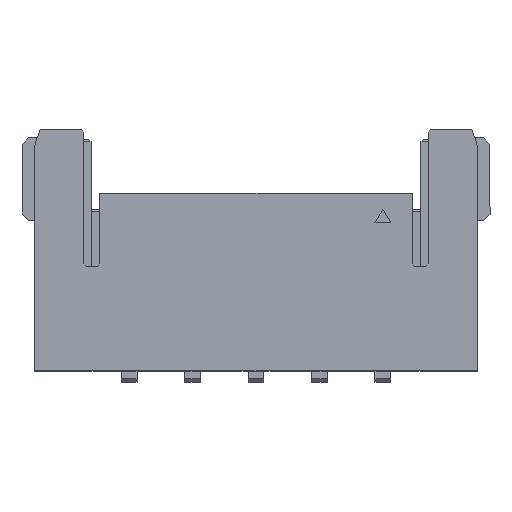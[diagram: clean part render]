
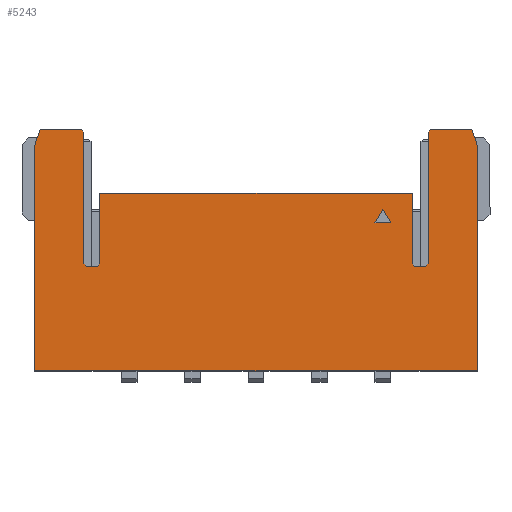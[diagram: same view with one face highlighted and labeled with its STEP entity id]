
A CAD part, top view. The second image highlights one B-rep face of the part: STEP entity #5243.
In plain terms, the highlighted planar face has unit normal (0, 0, 1).
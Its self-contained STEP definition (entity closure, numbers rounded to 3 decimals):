
#13=FACE_BOUND('',#543,.T.);
#255=FACE_OUTER_BOUND('',#542,.T.);
#542=EDGE_LOOP('',(#4083,#4084,#4085,#4086,#4087,#4088,#4089,#4090,#4091,
#4092,#4093,#4094,#4095,#4096,#4097,#4098,#4099,#4100,#4101,#4102));
#543=EDGE_LOOP('',(#4103,#4104,#4105));
#1018=LINE('',#7884,#1724);
#1019=LINE('',#7886,#1725);
#1020=LINE('',#7888,#1726);
#1021=LINE('',#7890,#1727);
#1022=LINE('',#7892,#1728);
#1023=LINE('',#7894,#1729);
#1024=LINE('',#7896,#1730);
#1025=LINE('',#7898,#1731);
#1026=LINE('',#7900,#1732);
#1027=LINE('',#7902,#1733);
#1028=LINE('',#7904,#1734);
#1029=LINE('',#7906,#1735);
#1030=LINE('',#7908,#1736);
#1031=LINE('',#7910,#1737);
#1032=LINE('',#7912,#1738);
#1033=LINE('',#7914,#1739);
#1034=LINE('',#7916,#1740);
#1035=LINE('',#7918,#1741);
#1036=LINE('',#7920,#1742);
#1037=LINE('',#7921,#1743);
#1038=LINE('',#7924,#1744);
#1039=LINE('',#7926,#1745);
#1040=LINE('',#7927,#1746);
#1724=VECTOR('',#6457,1000.);
#1725=VECTOR('',#6458,1000.);
#1726=VECTOR('',#6459,1000.);
#1727=VECTOR('',#6460,1000.);
#1728=VECTOR('',#6461,1000.);
#1729=VECTOR('',#6462,1000.);
#1730=VECTOR('',#6463,1000.);
#1731=VECTOR('',#6464,1000.);
#1732=VECTOR('',#6465,1000.);
#1733=VECTOR('',#6466,1000.);
#1734=VECTOR('',#6467,1000.);
#1735=VECTOR('',#6468,1000.);
#1736=VECTOR('',#6469,1000.);
#1737=VECTOR('',#6470,1000.);
#1738=VECTOR('',#6471,1000.);
#1739=VECTOR('',#6472,1000.);
#1740=VECTOR('',#6473,1000.);
#1741=VECTOR('',#6474,1000.);
#1742=VECTOR('',#6475,1000.);
#1743=VECTOR('',#6476,1000.);
#1744=VECTOR('',#6477,1000.);
#1745=VECTOR('',#6478,1000.);
#1746=VECTOR('',#6479,1000.);
#2339=VERTEX_POINT('',#7882);
#2340=VERTEX_POINT('',#7883);
#2341=VERTEX_POINT('',#7885);
#2342=VERTEX_POINT('',#7887);
#2343=VERTEX_POINT('',#7889);
#2344=VERTEX_POINT('',#7891);
#2345=VERTEX_POINT('',#7893);
#2346=VERTEX_POINT('',#7895);
#2347=VERTEX_POINT('',#7897);
#2348=VERTEX_POINT('',#7899);
#2349=VERTEX_POINT('',#7901);
#2350=VERTEX_POINT('',#7903);
#2351=VERTEX_POINT('',#7905);
#2352=VERTEX_POINT('',#7907);
#2353=VERTEX_POINT('',#7909);
#2354=VERTEX_POINT('',#7911);
#2355=VERTEX_POINT('',#7913);
#2356=VERTEX_POINT('',#7915);
#2357=VERTEX_POINT('',#7917);
#2358=VERTEX_POINT('',#7919);
#2359=VERTEX_POINT('',#7922);
#2360=VERTEX_POINT('',#7923);
#2361=VERTEX_POINT('',#7925);
#2956=EDGE_CURVE('',#2339,#2340,#1018,.T.);
#2957=EDGE_CURVE('',#2340,#2341,#1019,.T.);
#2958=EDGE_CURVE('',#2341,#2342,#1020,.T.);
#2959=EDGE_CURVE('',#2342,#2343,#1021,.T.);
#2960=EDGE_CURVE('',#2343,#2344,#1022,.T.);
#2961=EDGE_CURVE('',#2344,#2345,#1023,.T.);
#2962=EDGE_CURVE('',#2345,#2346,#1024,.T.);
#2963=EDGE_CURVE('',#2346,#2347,#1025,.T.);
#2964=EDGE_CURVE('',#2347,#2348,#1026,.T.);
#2965=EDGE_CURVE('',#2349,#2348,#1027,.T.);
#2966=EDGE_CURVE('',#2349,#2350,#1028,.T.);
#2967=EDGE_CURVE('',#2350,#2351,#1029,.T.);
#2968=EDGE_CURVE('',#2351,#2352,#1030,.T.);
#2969=EDGE_CURVE('',#2352,#2353,#1031,.T.);
#2970=EDGE_CURVE('',#2353,#2354,#1032,.T.);
#2971=EDGE_CURVE('',#2354,#2355,#1033,.T.);
#2972=EDGE_CURVE('',#2355,#2356,#1034,.T.);
#2973=EDGE_CURVE('',#2356,#2357,#1035,.T.);
#2974=EDGE_CURVE('',#2357,#2358,#1036,.T.);
#2975=EDGE_CURVE('',#2358,#2339,#1037,.T.);
#2976=EDGE_CURVE('',#2359,#2360,#1038,.T.);
#2977=EDGE_CURVE('',#2360,#2361,#1039,.T.);
#2978=EDGE_CURVE('',#2361,#2359,#1040,.T.);
#4083=ORIENTED_EDGE('',*,*,#2956,.T.);
#4084=ORIENTED_EDGE('',*,*,#2957,.T.);
#4085=ORIENTED_EDGE('',*,*,#2958,.T.);
#4086=ORIENTED_EDGE('',*,*,#2959,.T.);
#4087=ORIENTED_EDGE('',*,*,#2960,.T.);
#4088=ORIENTED_EDGE('',*,*,#2961,.T.);
#4089=ORIENTED_EDGE('',*,*,#2962,.T.);
#4090=ORIENTED_EDGE('',*,*,#2963,.T.);
#4091=ORIENTED_EDGE('',*,*,#2964,.T.);
#4092=ORIENTED_EDGE('',*,*,#2965,.F.);
#4093=ORIENTED_EDGE('',*,*,#2966,.T.);
#4094=ORIENTED_EDGE('',*,*,#2967,.T.);
#4095=ORIENTED_EDGE('',*,*,#2968,.T.);
#4096=ORIENTED_EDGE('',*,*,#2969,.T.);
#4097=ORIENTED_EDGE('',*,*,#2970,.T.);
#4098=ORIENTED_EDGE('',*,*,#2971,.T.);
#4099=ORIENTED_EDGE('',*,*,#2972,.T.);
#4100=ORIENTED_EDGE('',*,*,#2973,.T.);
#4101=ORIENTED_EDGE('',*,*,#2974,.T.);
#4102=ORIENTED_EDGE('',*,*,#2975,.T.);
#4103=ORIENTED_EDGE('',*,*,#2976,.T.);
#4104=ORIENTED_EDGE('',*,*,#2977,.T.);
#4105=ORIENTED_EDGE('',*,*,#2978,.T.);
#4958=PLANE('',#5596);
#5243=ADVANCED_FACE('',(#255,#13),#4958,.T.);
#5596=AXIS2_PLACEMENT_3D('',#7881,#6455,#6456);
#6455=DIRECTION('center_axis',(0.,0.,1.));
#6456=DIRECTION('ref_axis',(0.,1.,0.));
#6457=DIRECTION('',(-1.,0.,0.));
#6458=DIRECTION('',(-0.707,0.707,0.));
#6459=DIRECTION('',(0.,1.,0.));
#6460=DIRECTION('',(-0.707,0.707,0.));
#6461=DIRECTION('',(-1.,0.,0.));
#6462=DIRECTION('',(-0.342,-0.94,0.));
#6463=DIRECTION('',(0.,-1.,0.));
#6464=DIRECTION('',(1.,0.,0.));
#6465=DIRECTION('',(0.,1.,0.));
#6466=DIRECTION('',(0.342,-0.94,0.));
#6467=DIRECTION('',(-1.,0.,0.));
#6468=DIRECTION('',(-0.707,-0.707,0.));
#6469=DIRECTION('',(0.,-1.,0.));
#6470=DIRECTION('',(-0.707,-0.707,0.));
#6471=DIRECTION('',(-1.,0.,0.));
#6472=DIRECTION('',(-0.707,0.707,0.));
#6473=DIRECTION('',(0.,1.,0.));
#6474=DIRECTION('',(-1.,0.,0.));
#6475=DIRECTION('',(0.,-1.,0.));
#6476=DIRECTION('',(-0.707,-0.707,0.));
#6477=DIRECTION('',(0.5,0.866,0.));
#6478=DIRECTION('',(0.5,-0.866,0.));
#6479=DIRECTION('',(-1.,0.,0.));
#7881=CARTESIAN_POINT('Origin',(-4.,3.55,2.6));
#7882=CARTESIAN_POINT('',(-9.,3.05,2.6));
#7883=CARTESIAN_POINT('',(-9.35,3.05,2.6));
#7884=CARTESIAN_POINT('',(-4.,3.05,2.6));
#7885=CARTESIAN_POINT('',(-9.425,3.125,2.6));
#7886=CARTESIAN_POINT('',(-9.35,3.05,2.6));
#7887=CARTESIAN_POINT('',(-9.425,7.275,2.6));
#7888=CARTESIAN_POINT('',(-9.425,3.55,2.6));
#7889=CARTESIAN_POINT('',(-9.5,7.35,2.6));
#7890=CARTESIAN_POINT('',(-9.425,7.275,2.6));
#7891=CARTESIAN_POINT('',(-10.8,7.35,2.6));
#7892=CARTESIAN_POINT('',(-4.,7.35,2.6));
#7893=CARTESIAN_POINT('',(-10.975,6.869,2.6));
#7894=CARTESIAN_POINT('',(-10.8,7.35,2.6));
#7895=CARTESIAN_POINT('',(-10.975,-0.25,2.6));
#7896=CARTESIAN_POINT('',(-10.975,3.55,2.6));
#7897=CARTESIAN_POINT('',(2.975,-0.25,2.6));
#7898=CARTESIAN_POINT('',(-4.,-0.25,2.6));
#7899=CARTESIAN_POINT('',(2.975,6.869,2.6));
#7900=CARTESIAN_POINT('',(2.975,3.55,2.6));
#7901=CARTESIAN_POINT('',(2.8,7.35,2.6));
#7902=CARTESIAN_POINT('',(2.975,6.869,2.6));
#7903=CARTESIAN_POINT('',(1.5,7.35,2.6));
#7904=CARTESIAN_POINT('',(-4.,7.35,2.6));
#7905=CARTESIAN_POINT('',(1.425,7.275,2.6));
#7906=CARTESIAN_POINT('',(1.5,7.35,2.6));
#7907=CARTESIAN_POINT('',(1.425,3.125,2.6));
#7908=CARTESIAN_POINT('',(1.425,3.55,2.6));
#7909=CARTESIAN_POINT('',(1.35,3.05,2.6));
#7910=CARTESIAN_POINT('',(1.425,3.125,2.6));
#7911=CARTESIAN_POINT('',(1.,3.05,2.6));
#7912=CARTESIAN_POINT('',(-4.,3.05,2.6));
#7913=CARTESIAN_POINT('',(0.925,3.125,2.6));
#7914=CARTESIAN_POINT('',(1.,3.05,2.6));
#7915=CARTESIAN_POINT('',(0.925,5.35,2.6));
#7916=CARTESIAN_POINT('',(0.925,3.55,2.6));
#7917=CARTESIAN_POINT('',(-8.925,5.35,2.6));
#7918=CARTESIAN_POINT('',(-4.,5.35,2.6));
#7919=CARTESIAN_POINT('',(-8.925,3.125,2.6));
#7920=CARTESIAN_POINT('',(-8.925,3.55,2.6));
#7921=CARTESIAN_POINT('',(-8.925,3.125,2.6));
#7922=CARTESIAN_POINT('',(-0.25,4.417,2.6));
#7923=CARTESIAN_POINT('',(0.,4.85,2.6));
#7924=CARTESIAN_POINT('',(-0.25,4.417,2.6));
#7925=CARTESIAN_POINT('',(0.25,4.417,2.6));
#7926=CARTESIAN_POINT('',(0.,4.85,2.6));
#7927=CARTESIAN_POINT('',(-4.,4.417,2.6));
